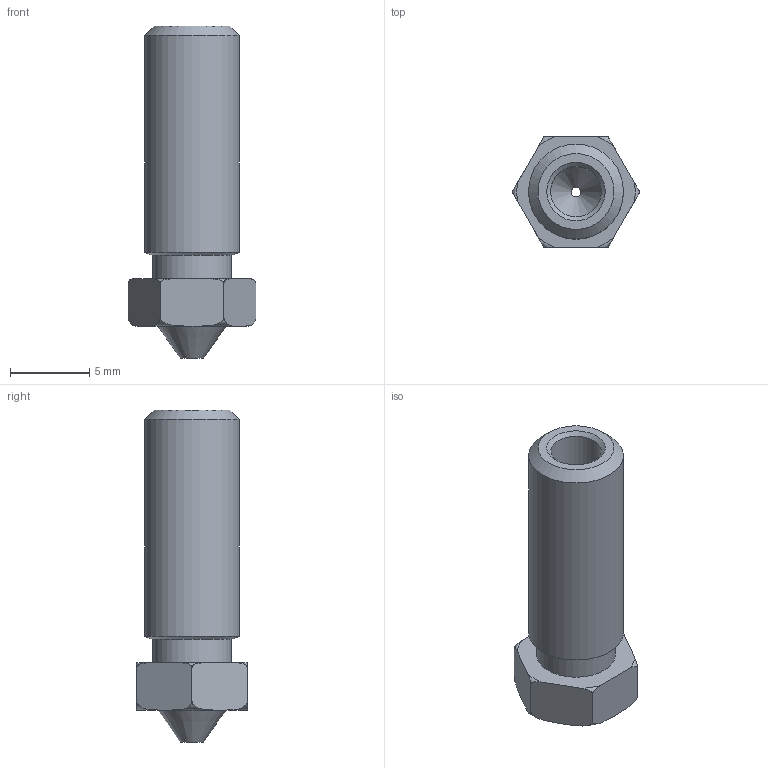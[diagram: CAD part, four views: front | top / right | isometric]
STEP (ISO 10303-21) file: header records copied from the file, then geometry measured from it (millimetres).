
FILE_DESCRIPTION(/* description */ (''),/* implementation_level */ '2;1');
FILE_NAME(/* name */ 'Volcano Nozzle.stp',/* time_stamp */ '2018-02-22T16:41:29+00:00',/* author */ ('Rory'),/* organization */ (''),/* preprocessor_version */ 'ST-DEVELOPER v15.6',/* originating_system */ 'Autodesk Inventor 2015',/* authorisation */ '');
FILE_SCHEMA (('AUTOMOTIVE_DESIGN { 1 0 10303 214 3 1 1 }'));
Length unit declared in the file: millimetre
Products named in the file (1): v6.5.1 Nozzle 300-600-LONG
Bounding box: 8.08 x 7 x 21 mm (x, y, z)
Volume: 425.2 mm3; surface area: 656.3 mm2
Topology: 1 solids, 1 shells, 26 faces, 59 edges, 37 vertices
Faces by surface type: plane 10, torus 7, cone 5, cylinder 4
Full cylindrical faces by diameter (mm): 0.6 x1, 3.2 x1, 5 x1, 6 x1
Entity records: 924 total; most frequent: CARTESIAN_POINT 369, DIRECTION 104, ORIENTED_EDGE 98, EDGE_CURVE 49, AXIS2_PLACEMENT_3D 46, EDGE_LOOP 40, VERTEX_POINT 37, FACE_OUTER_BOUND 26
